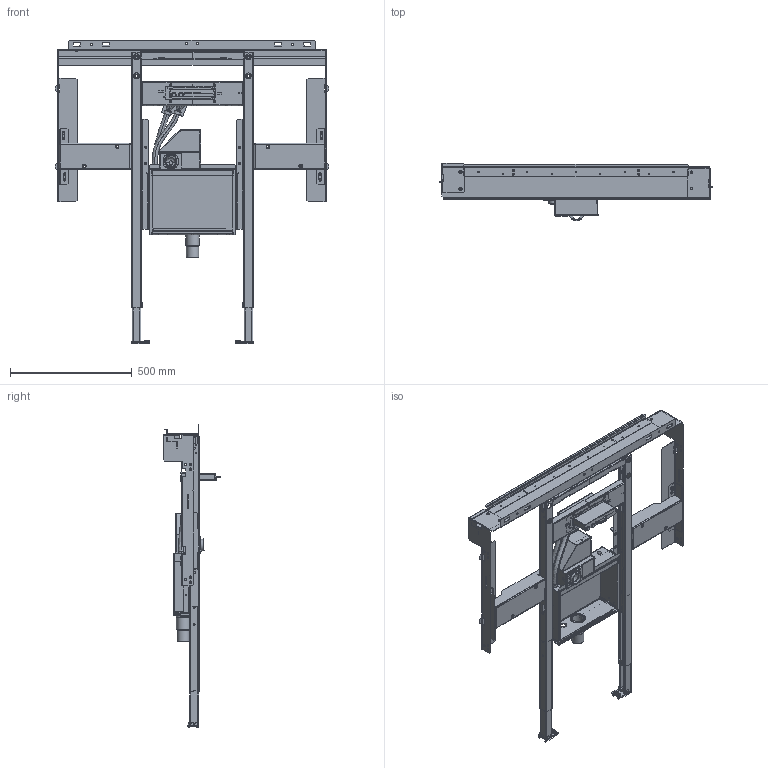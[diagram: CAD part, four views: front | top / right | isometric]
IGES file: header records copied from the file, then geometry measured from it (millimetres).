
Global section: file name: 111.073.00.2; native system: Autodesk Inventor 2023; preprocessor: unknown; author: JANAN; date: 20240531.072459; units: millimetre
Bounding box: 1124.28 x 235.5 x 1248.95 mm (x, y, z)
Volume: 4121006.4 mm3; surface area: 3850319.8 mm2
Topology: 34 solids, 74 shells, 3580 faces, 9951 edges, 6415 vertices
Faces by surface type: bspline 3576, revolution 4
